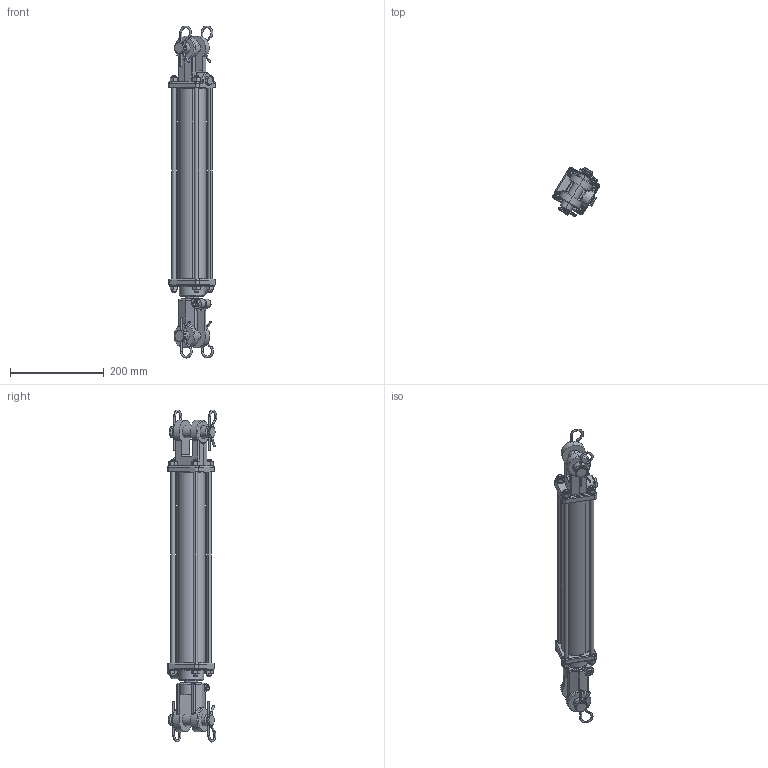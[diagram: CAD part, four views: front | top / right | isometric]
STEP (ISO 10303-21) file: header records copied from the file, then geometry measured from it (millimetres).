
FILE_DESCRIPTION (( 'STEP AP214' ), '1' );
FILE_NAME ('TRC 2-14.STEP', '2023-03-13T09:42:00', ( '' ), ( '' ), 'SwSTEP 2.0', 'SolidWorks 2014', '' );
FILE_SCHEMA (( 'AUTOMOTIVE_DESIGN' ));
Length unit declared in the file: millimetre
Products named in the file (18): Ãàéêà Ì10x1-6H (S16) ÃÎÑÒ 5915-70; 櫻蠉錪21; 櫻蠉錪24; 櫻蠉錪-3; 櫻蠉錪-1; ﾏ琿褻-1; ﾘ琺矜 A 10.37 ﾃﾎﾑﾒ 10450-78; 栖闉罻; Âèíò ñ öèëèíäðè÷åñêîé ãîëîâêîé è øåñòèãðàííûì óãëóáëåíèåì ïîä êëþ÷ ÃÎÑÒ Ð ÈÑÎ 12474 - Ì8 x 1 x 50; 櫻蠉錪-5; Ãàéêà Ì8-6H ÃÎÑÒ 5915-70; 櫻蠉錪; 櫻蠉錪-7; ﾘ琺矜 A 8.37 ﾃﾎﾑﾒ 10450-78; 櫻蠉錪-2; 櫻蠉錪25; ﾏ琿褻; TRC 2-14
Assembly tree (39 placements, depth 3):
  TRC 2-14
    栖闉罻  x2
      櫻蠉錪
      ﾏ琿褻-1
    ﾏ琿褻  x3
    Ãàéêà Ì8-6H ÃÎÑÒ 5915-70
    ﾘ琺矜 A 8.37 ﾃﾎﾑﾒ 10450-78
    Âèíò ñ öèëèíäðè÷åñêîé ãîëîâêîé è øåñòèãðàííûì óãëóáëåíèåì ïîä êëþ÷ ÃÎÑÒ Ð ÈÑÎ 12474 - Ì8 x 1 x 50
    ﾘ琺矜 A 10.37 ﾃﾎﾑﾒ 10450-78  x8
    Ãàéêà Ì10x1-6H (S16) ÃÎÑÒ 5915-70  x9
    櫻蠉錪-1
    櫻蠉錪-2
    櫻蠉錪-3
    櫻蠉錪25
    櫻蠉錪-5  x4
    櫻蠉錪21
    櫻蠉錪-7
    櫻蠉錪24
Bounding box: 100.65 x 105.23 x 710 mm (x, y, z)
Volume: 1386574.7 mm3; surface area: 408333.2 mm2
Topology: 40 solids, 40 shells, 982 faces, 2232 edges, 1330 vertices
Faces by surface type: cylinder 353, plane 248, cone 217, torus 134, bspline 24, sphere 6
Entity records: 21527 total; most frequent: CARTESIAN_POINT 6377, DIRECTION 3267, ORIENTED_EDGE 2834, EDGE_CURVE 1417, AXIS2_PLACEMENT_3D 1369, VERTEX_POINT 846, CIRCLE 724, EDGE_LOOP 701
